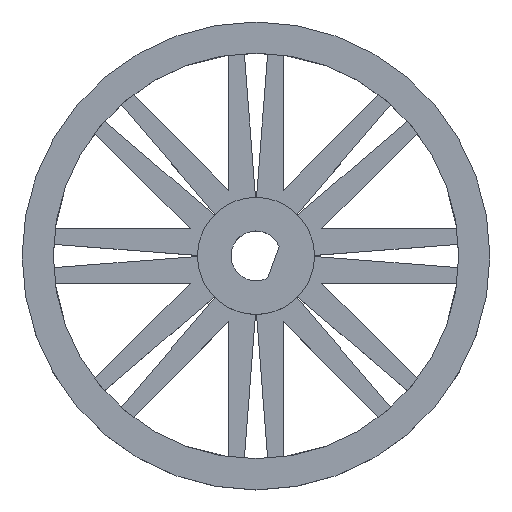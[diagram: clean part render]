
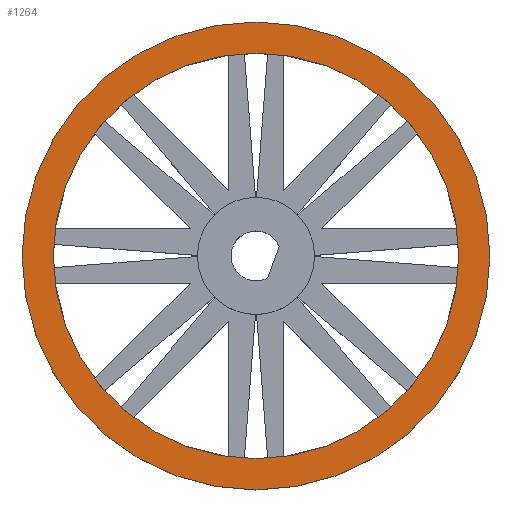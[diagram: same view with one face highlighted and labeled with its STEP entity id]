
A CAD part, top view. The second image highlights one B-rep face of the part: STEP entity #1264.
In plain terms, the highlighted planar face has unit normal (0, 0, 1).
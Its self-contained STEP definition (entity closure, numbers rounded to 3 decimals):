
#18=FACE_BOUND('',#177,.T.);
#45=CIRCLE('',#1346,15.);
#46=CIRCLE('',#1347,13.);
#120=FACE_OUTER_BOUND('',#176,.T.);
#176=EDGE_LOOP('',(#848));
#177=EDGE_LOOP('',(#849));
#518=VERTEX_POINT('',#1847);
#519=VERTEX_POINT('',#1849);
#650=EDGE_CURVE('',#518,#518,#45,.T.);
#651=EDGE_CURVE('',#519,#519,#46,.T.);
#848=ORIENTED_EDGE('',*,*,#650,.F.);
#849=ORIENTED_EDGE('',*,*,#651,.T.);
#1223=PLANE('',#1345);
#1264=ADVANCED_FACE('',(#120,#18),#1223,.T.);
#1345=AXIS2_PLACEMENT_3D('',#1846,#1480,#1481);
#1346=AXIS2_PLACEMENT_3D('',#1848,#1482,#1483);
#1347=AXIS2_PLACEMENT_3D('',#1850,#1484,#1485);
#1480=DIRECTION('center_axis',(0.,0.,1.));
#1481=DIRECTION('ref_axis',(1.,0.,0.));
#1482=DIRECTION('center_axis',(0.,0.,-1.));
#1483=DIRECTION('ref_axis',(1.,0.,0.));
#1484=DIRECTION('center_axis',(0.,0.,-1.));
#1485=DIRECTION('ref_axis',(1.,0.,0.));
#1846=CARTESIAN_POINT('Origin',(0.,15.,-6.));
#1847=CARTESIAN_POINT('',(0.,-15.,-6.));
#1848=CARTESIAN_POINT('Origin',(0.,0.,-6.));
#1849=CARTESIAN_POINT('',(-13.,0.,-6.));
#1850=CARTESIAN_POINT('Origin',(0.,0.,-6.));
